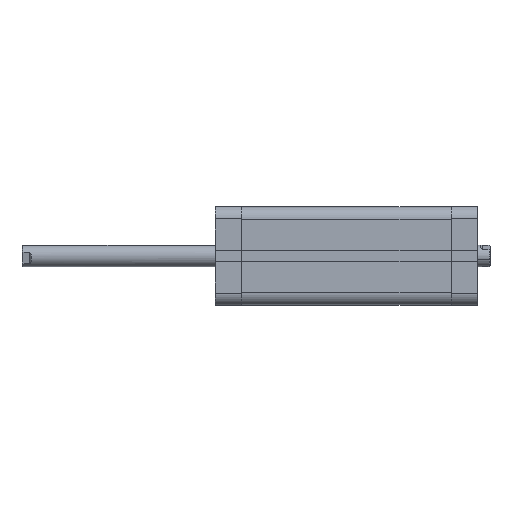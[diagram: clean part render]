
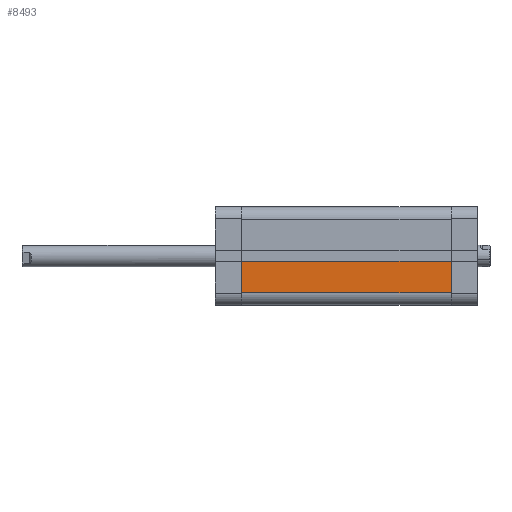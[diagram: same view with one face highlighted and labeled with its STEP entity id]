
A CAD part, front view. The second image highlights one B-rep face of the part: STEP entity #8493.
In plain terms, the highlighted planar face has unit normal (0, -1, 0).
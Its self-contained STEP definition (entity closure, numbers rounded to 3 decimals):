
#87 = VERTEX_POINT ( 'NONE', #13061 ) ;
#105 = EDGE_CURVE ( 'NONE', #20347, #14019, #5253, .T. ) ;
#720 = ORIENTED_EDGE ( 'NONE', *, *, #105, .T. ) ;
#2169 = EDGE_LOOP ( 'NONE', ( #17521, #720, #18054, #6059 ) ) ;
#2358 = LINE ( 'NONE', #7246, #19751 ) ;
#2500 = PLANE ( 'NONE',  #11490 ) ;
#2687 = LINE ( 'NONE', #10840, #3389 ) ;
#3389 = VECTOR ( 'NONE', #20528, 1000. ) ;
#3850 = DIRECTION ( 'NONE',  ( 1., 0., 0. ) ) ;
#5052 = CARTESIAN_POINT ( 'NONE',  ( 0., -27.25, -27.25 ) ) ;
#5253 = LINE ( 'NONE', #5052, #19792 ) ;
#6059 = ORIENTED_EDGE ( 'NONE', *, *, #16564, .F. ) ;
#6110 = CARTESIAN_POINT ( 'NONE',  ( 116., -27.25, -27.25 ) ) ;
#7246 = CARTESIAN_POINT ( 'NONE',  ( 116., -27.25, -20.45 ) ) ;
#8493 = ADVANCED_FACE ( 'NONE', ( #20237 ), #2500, .F. ) ;
#8632 = VECTOR ( 'NONE', #17142, 1000. ) ;
#8760 = EDGE_CURVE ( 'NONE', #15045, #20347, #2687, .T. ) ;
#10009 = DIRECTION ( 'NONE',  ( 0., 0., -1. ) ) ;
#10726 = LINE ( 'NONE', #13878, #8632 ) ;
#10840 = CARTESIAN_POINT ( 'NONE',  ( 116.001, -27.25, -2.8 ) ) ;
#11490 = AXIS2_PLACEMENT_3D ( 'NONE', #6110, #18747, #18646 ) ;
#13061 = CARTESIAN_POINT ( 'NONE',  ( 116., -27.25, -20.45 ) ) ;
#13180 = CARTESIAN_POINT ( 'NONE',  ( 0., -27.25, -20.45 ) ) ;
#13878 = CARTESIAN_POINT ( 'NONE',  ( 116., -27.25, -27.25 ) ) ;
#14019 = VERTEX_POINT ( 'NONE', #13180 ) ;
#14961 = CARTESIAN_POINT ( 'NONE',  ( 116., -27.25, -2.8 ) ) ;
#15045 = VERTEX_POINT ( 'NONE', #14961 ) ;
#16564 = EDGE_CURVE ( 'NONE', #15045, #87, #10726, .T. ) ;
#17142 = DIRECTION ( 'NONE',  ( 0., 0., -1. ) ) ;
#17521 = ORIENTED_EDGE ( 'NONE', *, *, #8760, .T. ) ;
#18054 = ORIENTED_EDGE ( 'NONE', *, *, #18172, .T. ) ;
#18172 = EDGE_CURVE ( 'NONE', #14019, #87, #2358, .T. ) ;
#18646 = DIRECTION ( 'NONE',  ( 0., 0., 1. ) ) ;
#18747 = DIRECTION ( 'NONE',  ( 0., 1., 0. ) ) ;
#19751 = VECTOR ( 'NONE', #3850, 1000. ) ;
#19792 = VECTOR ( 'NONE', #10009, 1000. ) ;
#20237 = FACE_OUTER_BOUND ( 'NONE', #2169, .T. ) ;
#20332 = CARTESIAN_POINT ( 'NONE',  ( 0., -27.25, -2.8 ) ) ;
#20347 = VERTEX_POINT ( 'NONE', #20332 ) ;
#20528 = DIRECTION ( 'NONE',  ( -1., 0., 0. ) ) ;
